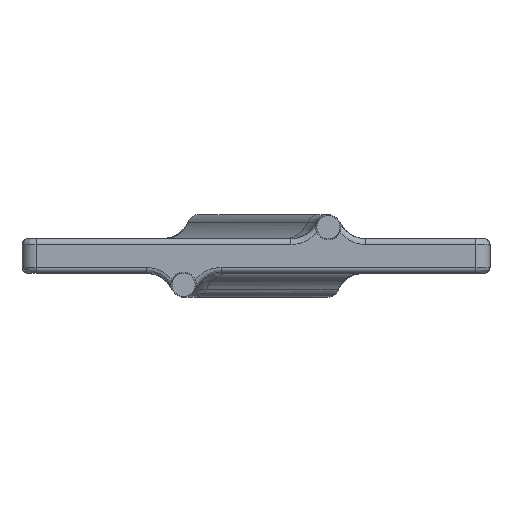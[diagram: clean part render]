
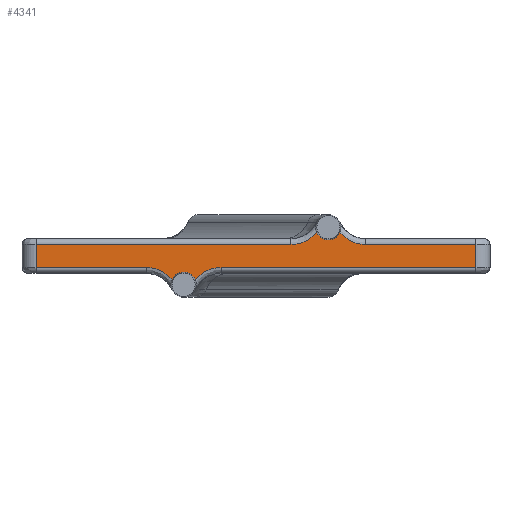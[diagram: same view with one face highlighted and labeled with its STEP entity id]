
A CAD part, front view. The second image highlights one B-rep face of the part: STEP entity #4341.
In plain terms, the highlighted planar face has unit normal (0, -1, 0).
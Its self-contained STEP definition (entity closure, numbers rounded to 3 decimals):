
#6 = CARTESIAN_POINT ( 'NONE',  ( -2.955, -11.565, -0.829 ) ) ;
#25 = VERTEX_POINT ( 'NONE', #4542 ) ;
#36 = ORIENTED_EDGE ( 'NONE', *, *, #1916, .F. ) ;
#37 = CARTESIAN_POINT ( 'NONE',  ( 7.75, -11.565, 0. ) ) ;
#43 = CARTESIAN_POINT ( 'NONE',  ( 2.145, -11.565, 0.829 ) ) ;
#62 = DIRECTION ( 'NONE',  ( 0., 0., 1. ) ) ;
#82 = DIRECTION ( 'NONE',  ( 0., 0., -1. ) ) ;
#89 = VERTEX_POINT ( 'NONE', #4852 ) ;
#140 = ORIENTED_EDGE ( 'NONE', *, *, #1194, .F. ) ;
#193 = VERTEX_POINT ( 'NONE', #897 ) ;
#251 = VERTEX_POINT ( 'NONE', #43 ) ;
#315 = AXIS2_PLACEMENT_3D ( 'NONE', #1938, #1464, #5296 ) ;
#319 = CIRCLE ( 'NONE', #3755, 0.446 ) ;
#325 = EDGE_CURVE ( 'NONE', #89, #3640, #5463, .T. ) ;
#366 = EDGE_CURVE ( 'NONE', #193, #4495, #1035, .T. ) ;
#463 = EDGE_CURVE ( 'NONE', #25, #89, #799, .T. ) ;
#483 = LINE ( 'NONE', #37, #2314 ) ;
#799 = B_SPLINE_CURVE_WITH_KNOTS ( 'NONE', 3,
 ( #4618, #1543, #2829, #4641, #5493, #5460 ),
 .UNSPECIFIED., .F., .F.,
 ( 4, 2, 4 ),
 ( 0., 0.5, 1. ),
 .UNSPECIFIED. ) ;
#854 = EDGE_CURVE ( 'NONE', #1020, #1034, #1813, .T. ) ;
#889 = EDGE_CURVE ( 'NONE', #4495, #3671, #4372, .T. ) ;
#897 = CARTESIAN_POINT ( 'NONE',  ( 7.75, -11.565, -0.409 ) ) ;
#946 = DIRECTION ( 'NONE',  ( -1., 0., 0. ) ) ;
#1006 = CARTESIAN_POINT ( 'NONE',  ( -1.233, -11.565, -0.409 ) ) ;
#1020 = VERTEX_POINT ( 'NONE', #4521 ) ;
#1034 = VERTEX_POINT ( 'NONE', #2302 ) ;
#1035 = LINE ( 'NONE', #2779, #2839 ) ;
#1088 = CARTESIAN_POINT ( 'NONE',  ( -2.55, -11.565, -0.568 ) ) ;
#1119 = DIRECTION ( 'NONE',  ( 0., -1., 0. ) ) ;
#1194 = EDGE_CURVE ( 'NONE', #3671, #4560, #319, .T. ) ;
#1209 = VERTEX_POINT ( 'NONE', #3434 ) ;
#1218 = CARTESIAN_POINT ( 'NONE',  ( 1.233, -11.565, 0.409 ) ) ;
#1254 = CIRCLE ( 'NONE', #3412, 0.445 ) ;
#1299 = EDGE_CURVE ( 'NONE', #1209, #1020, #4376, .T. ) ;
#1414 = ORIENTED_EDGE ( 'NONE', *, *, #4816, .T. ) ;
#1428 = CARTESIAN_POINT ( 'NONE',  ( 2.55, -11.565, 1.014 ) ) ;
#1464 = DIRECTION ( 'NONE',  ( 0., 1., 0. ) ) ;
#1543 = CARTESIAN_POINT ( 'NONE',  ( 3.692, -11.565, 0.409 ) ) ;
#1738 = CARTESIAN_POINT ( 'NONE',  ( -3.867, -11.565, -0.409 ) ) ;
#1788 = ORIENTED_EDGE ( 'NONE', *, *, #3403, .F. ) ;
#1813 = LINE ( 'NONE', #2684, #2672 ) ;
#1886 = EDGE_CURVE ( 'NONE', #251, #1209, #2870, .T. ) ;
#1916 = EDGE_CURVE ( 'NONE', #2894, #2488, #3423, .T. ) ;
#1938 = CARTESIAN_POINT ( 'NONE',  ( 2.55, -11.565, 1.014 ) ) ;
#2014 = CARTESIAN_POINT ( 'NONE',  ( 2.145, -11.565, 0.829 ) ) ;
#2039 = CARTESIAN_POINT ( 'NONE',  ( 2.031, -11.565, 0.696 ) ) ;
#2047 = PLANE ( 'NONE',  #2155 ) ;
#2155 = AXIS2_PLACEMENT_3D ( 'NONE', #2466, #1119, #5438 ) ;
#2171 = ORIENTED_EDGE ( 'NONE', *, *, #366, .F. ) ;
#2190 = ORIENTED_EDGE ( 'NONE', *, *, #889, .F. ) ;
#2208 = DIRECTION ( 'NONE',  ( 0., 0., 1. ) ) ;
#2302 = CARTESIAN_POINT ( 'NONE',  ( -7.75, -11.565, -0.409 ) ) ;
#2314 = VECTOR ( 'NONE', #2208, 1000. ) ;
#2466 = CARTESIAN_POINT ( 'NONE',  ( -8.25, -11.565, 0. ) ) ;
#2488 = VERTEX_POINT ( 'NONE', #3695 ) ;
#2582 = EDGE_CURVE ( 'NONE', #193, #2687, #483, .T. ) ;
#2620 = CARTESIAN_POINT ( 'NONE',  ( -8.25, -11.565, 0.409 ) ) ;
#2672 = VECTOR ( 'NONE', #82, 1000. ) ;
#2684 = CARTESIAN_POINT ( 'NONE',  ( -7.75, -11.565, 0. ) ) ;
#2687 = VERTEX_POINT ( 'NONE', #3446 ) ;
#2763 = ORIENTED_EDGE ( 'NONE', *, *, #463, .T. ) ;
#2779 = CARTESIAN_POINT ( 'NONE',  ( -4.125, -11.565, -0.409 ) ) ;
#2829 = CARTESIAN_POINT ( 'NONE',  ( 3.524, -11.565, 0.446 ) ) ;
#2839 = VECTOR ( 'NONE', #4927, 1000. ) ;
#2858 = CIRCLE ( 'NONE', #3584, 0.446 ) ;
#2870 = B_SPLINE_CURVE_WITH_KNOTS ( 'NONE', 3,
 ( #2014, #2039, #5517, #5403, #4635, #1218 ),
 .UNSPECIFIED., .F., .F.,
 ( 4, 2, 4 ),
 ( 0., 0.5, 1. ),
 .UNSPECIFIED. ) ;
#2894 = VERTEX_POINT ( 'NONE', #3634 ) ;
#3007 = CARTESIAN_POINT ( 'NONE',  ( -2.55, -11.565, -1.014 ) ) ;
#3017 = CARTESIAN_POINT ( 'NONE',  ( -2.145, -11.565, -0.829 ) ) ;
#3076 = CARTESIAN_POINT ( 'NONE',  ( -1.913, -11.565, -0.558 ) ) ;
#3142 = LINE ( 'NONE', #5291, #3875 ) ;
#3221 = CARTESIAN_POINT ( 'NONE',  ( -2.145, -11.565, -0.829 ) ) ;
#3403 = EDGE_CURVE ( 'NONE', #4560, #2894, #2858, .T. ) ;
#3412 = AXIS2_PLACEMENT_3D ( 'NONE', #1428, #3946, #62 ) ;
#3423 =( BOUNDED_CURVE ( )  B_SPLINE_CURVE ( 3, ( #6, #3424, #4278, #1738 ),
 .UNSPECIFIED., .F., .T. ) 
 B_SPLINE_CURVE_WITH_KNOTS ( ( 4, 4 ),
 ( 0., 1. ),
 .UNSPECIFIED. ) 
 CURVE ( )  GEOMETRIC_REPRESENTATION_ITEM ( )  RATIONAL_B_SPLINE_CURVE ( ( 1., 0.939, 0.939, 1. ) ) 
 REPRESENTATION_ITEM ( '' )  );
#3424 = CARTESIAN_POINT ( 'NONE',  ( -3.187, -11.565, -0.558 ) ) ;
#3434 = CARTESIAN_POINT ( 'NONE',  ( 1.233, -11.565, 0.409 ) ) ;
#3446 = CARTESIAN_POINT ( 'NONE',  ( 7.75, -11.565, 0.409 ) ) ;
#3467 = ORIENTED_EDGE ( 'NONE', *, *, #3606, .T. ) ;
#3565 = EDGE_CURVE ( 'NONE', #2488, #1034, #3594, .T. ) ;
#3584 = AXIS2_PLACEMENT_3D ( 'NONE', #3007, #3801, #5583 ) ;
#3594 = LINE ( 'NONE', #4899, #4411 ) ;
#3606 = EDGE_CURVE ( 'NONE', #2687, #25, #3142, .T. ) ;
#3634 = CARTESIAN_POINT ( 'NONE',  ( -2.955, -11.565, -0.829 ) ) ;
#3640 = VERTEX_POINT ( 'NONE', #4950 ) ;
#3671 = VERTEX_POINT ( 'NONE', #3221 ) ;
#3695 = CARTESIAN_POINT ( 'NONE',  ( -3.867, -11.565, -0.409 ) ) ;
#3755 = AXIS2_PLACEMENT_3D ( 'NONE', #5162, #4322, #5218 ) ;
#3801 = DIRECTION ( 'NONE',  ( 0., -1., 0. ) ) ;
#3875 = VECTOR ( 'NONE', #4813, 1000. ) ;
#3909 = CARTESIAN_POINT ( 'NONE',  ( -1.233, -11.565, -0.409 ) ) ;
#3946 = DIRECTION ( 'NONE',  ( 0., 1., 0. ) ) ;
#4158 = ORIENTED_EDGE ( 'NONE', *, *, #3565, .F. ) ;
#4255 = ORIENTED_EDGE ( 'NONE', *, *, #1886, .T. ) ;
#4278 = CARTESIAN_POINT ( 'NONE',  ( -3.511, -11.565, -0.409 ) ) ;
#4322 = DIRECTION ( 'NONE',  ( 0., -1., 0. ) ) ;
#4341 = ADVANCED_FACE ( 'NONE', ( #5413 ), #2047, .T. ) ;
#4351 = DIRECTION ( 'NONE',  ( -1., 0., 0. ) ) ;
#4372 =( BOUNDED_CURVE ( )  B_SPLINE_CURVE ( 3, ( #3909, #5226, #3076, #3017 ),
 .UNSPECIFIED., .F., .T. ) 
 B_SPLINE_CURVE_WITH_KNOTS ( ( 4, 4 ),
 ( 0., 1. ),
 .UNSPECIFIED. ) 
 CURVE ( )  GEOMETRIC_REPRESENTATION_ITEM ( )  RATIONAL_B_SPLINE_CURVE ( ( 1., 0.939, 0.939, 1. ) ) 
 REPRESENTATION_ITEM ( '' )  );
#4376 = LINE ( 'NONE', #2620, #5377 ) ;
#4411 = VECTOR ( 'NONE', #946, 1000. ) ;
#4495 = VERTEX_POINT ( 'NONE', #1006 ) ;
#4521 = CARTESIAN_POINT ( 'NONE',  ( -7.75, -11.565, 0.409 ) ) ;
#4529 = ORIENTED_EDGE ( 'NONE', *, *, #325, .T. ) ;
#4542 = CARTESIAN_POINT ( 'NONE',  ( 3.867, -11.565, 0.409 ) ) ;
#4560 = VERTEX_POINT ( 'NONE', #1088 ) ;
#4606 = EDGE_LOOP ( 'NONE', ( #5244, #4158, #36, #1788, #140, #2190, #2171, #5490, #3467, #2763, #4529, #1414, #4255, #5087 ) ) ;
#4618 = CARTESIAN_POINT ( 'NONE',  ( 3.867, -11.565, 0.409 ) ) ;
#4635 = CARTESIAN_POINT ( 'NONE',  ( 1.408, -11.565, 0.409 ) ) ;
#4641 = CARTESIAN_POINT ( 'NONE',  ( 3.206, -11.565, 0.592 ) ) ;
#4813 = DIRECTION ( 'NONE',  ( -1., 0., 0. ) ) ;
#4816 = EDGE_CURVE ( 'NONE', #3640, #251, #1254, .T. ) ;
#4852 = CARTESIAN_POINT ( 'NONE',  ( 2.955, -11.565, 0.829 ) ) ;
#4899 = CARTESIAN_POINT ( 'NONE',  ( -4.125, -11.565, -0.409 ) ) ;
#4927 = DIRECTION ( 'NONE',  ( -1., 0., 0. ) ) ;
#4950 = CARTESIAN_POINT ( 'NONE',  ( 2.55, -11.565, 0.569 ) ) ;
#5087 = ORIENTED_EDGE ( 'NONE', *, *, #1299, .T. ) ;
#5162 = CARTESIAN_POINT ( 'NONE',  ( -2.55, -11.565, -1.014 ) ) ;
#5218 = DIRECTION ( 'NONE',  ( 0., 0., 1. ) ) ;
#5226 = CARTESIAN_POINT ( 'NONE',  ( -1.589, -11.565, -0.409 ) ) ;
#5244 = ORIENTED_EDGE ( 'NONE', *, *, #854, .T. ) ;
#5291 = CARTESIAN_POINT ( 'NONE',  ( -8.25, -11.565, 0.409 ) ) ;
#5296 = DIRECTION ( 'NONE',  ( 0., 0., 1. ) ) ;
#5377 = VECTOR ( 'NONE', #4351, 1000. ) ;
#5403 = CARTESIAN_POINT ( 'NONE',  ( 1.576, -11.565, 0.446 ) ) ;
#5413 = FACE_OUTER_BOUND ( 'NONE', #4606, .T. ) ;
#5438 = DIRECTION ( 'NONE',  ( 1., 0., 0. ) ) ;
#5460 = CARTESIAN_POINT ( 'NONE',  ( 2.955, -11.565, 0.829 ) ) ;
#5463 = CIRCLE ( 'NONE', #315, 0.445 ) ;
#5490 = ORIENTED_EDGE ( 'NONE', *, *, #2582, .T. ) ;
#5493 = CARTESIAN_POINT ( 'NONE',  ( 3.069, -11.565, 0.696 ) ) ;
#5517 = CARTESIAN_POINT ( 'NONE',  ( 1.894, -11.565, 0.592 ) ) ;
#5583 = DIRECTION ( 'NONE',  ( 0., 0., 1. ) ) ;
